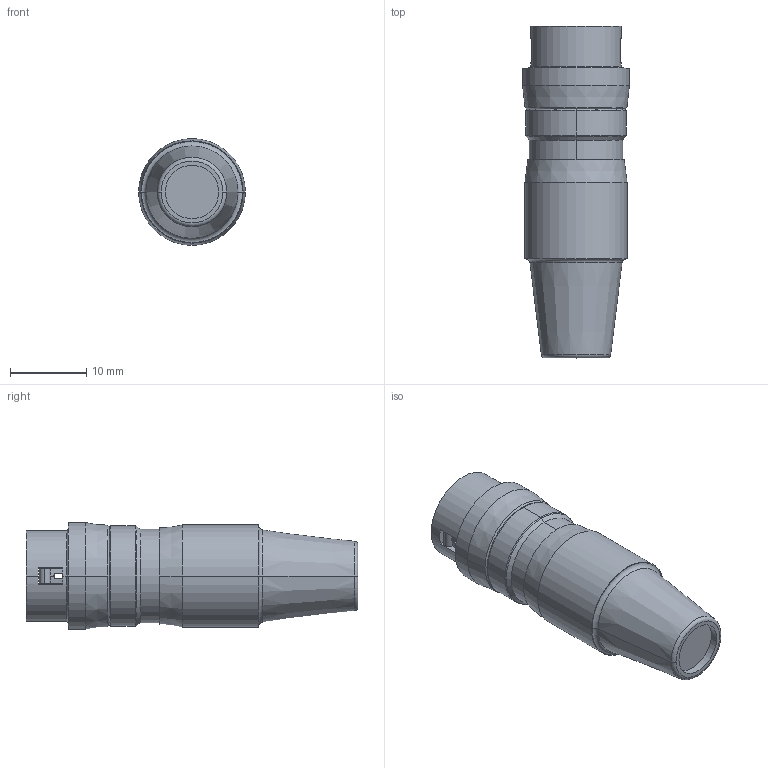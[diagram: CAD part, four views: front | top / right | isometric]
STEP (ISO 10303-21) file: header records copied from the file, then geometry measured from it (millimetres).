
FILE_DESCRIPTION(('CoCreate Modeling STEP Export'),'2;1');
FILE_NAME('HR10A-10J-12P.stp','2010-11-01T10:33:06',(''),(''),'CoCreate Modeling STEP processor for AP214 (Solid Model)','CoCreate Modeling 17.0 01-Apr-2010 (C) Parametric Technology GmbH','');
FILE_SCHEMA(('AUTOMOTIVE_DESIGN { 1 0 10303 214 1 1 1 1 }'));
Length unit declared in the file: millimetre
Products named in the file (1): HR10A-10J-12P
Bounding box: 14 x 43.5 x 14 mm (x, y, z)
Volume: 4725.8 mm3; surface area: 2236.4 mm2
Topology: 1 solids, 1 shells, 148 faces, 410 edges, 262 vertices
Faces by surface type: plane 58, cylinder 54, cone 17, torus 17, bspline 2
Entity records: 6218 total; most frequent: CARTESIAN_POINT 2882, ORIENTED_EDGE 820, DIRECTION 541, EDGE_CURVE 410, VERTEX_POINT 262, AXIS2_PLACEMENT_3D 184, VECTOR 173, LINE 173
